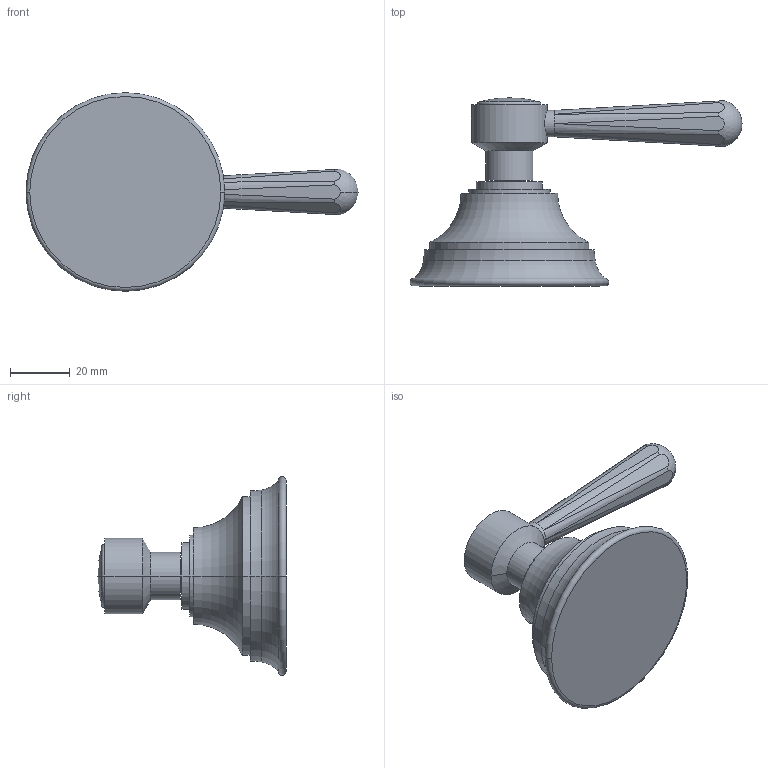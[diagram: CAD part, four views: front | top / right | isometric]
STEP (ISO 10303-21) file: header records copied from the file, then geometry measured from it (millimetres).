
FILE_DESCRIPTION((''),'2;1');
FILE_NAME('3-280LB','2021-01-01T13:51:42',('jinson.thomas'),(''),'CREO PARAMETRIC BY PTC INC, 2018400','CREO PARAMETRIC BY PTC INC, 2018400','');
FILE_SCHEMA(('CONFIG_CONTROL_DESIGN'));
Length unit declared in the file: inch
Products named in the file (1): 3-280LB
Bounding box: 111.43 x 63.12 x 66.67 mm (x, y, z)
Volume: 79336.5 mm3; surface area: 15510.8 mm2
Topology: 1 solids, 1 shells, 56 faces, 123 edges, 72 vertices
Faces by surface type: plane 16, cylinder 16, torus 10, bspline 8, sphere 4, cone 2
Entity records: 1789 total; most frequent: CARTESIAN_POINT 519, DIRECTION 279, ORIENTED_EDGE 238, AXIS2_PLACEMENT_3D 122, EDGE_CURVE 119, CIRCLE 74, VERTEX_POINT 72, EDGE_LOOP 63
